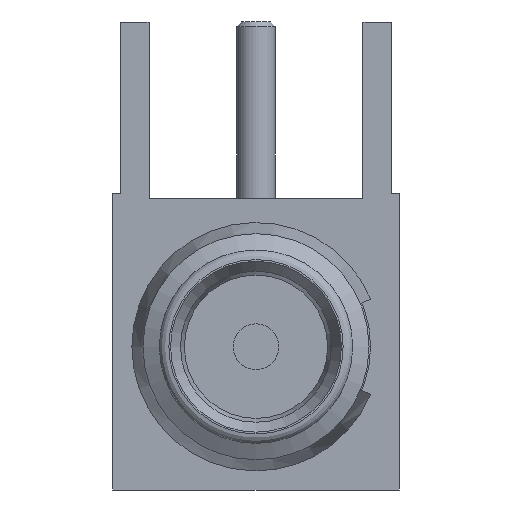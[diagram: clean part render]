
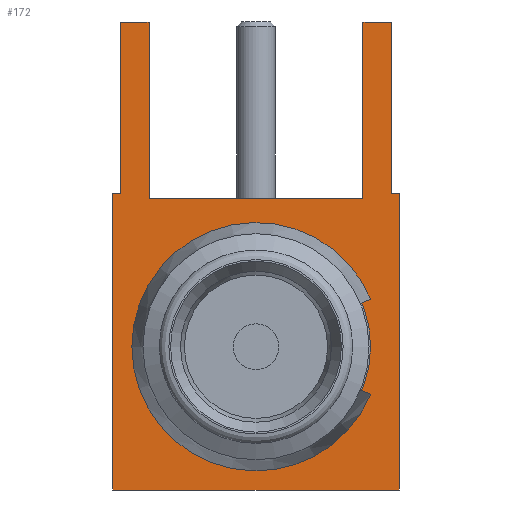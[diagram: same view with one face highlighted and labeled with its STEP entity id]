
A CAD part, front view. The second image highlights one B-rep face of the part: STEP entity #172.
In plain terms, the highlighted planar face has unit normal (0, -1, 0).
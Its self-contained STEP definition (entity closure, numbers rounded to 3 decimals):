
#72=FACE_BOUND('',#281,.T.);
#73=FACE_BOUND('',#282,.T.);
#122=PLANE('',#975);
#172=ADVANCED_FACE('',(#72,#73),#122,.T.);
#281=EDGE_LOOP('',(#507));
#282=EDGE_LOOP('',(#508,#509,#510,#511,#512,#513,#514,#515,#516,#517,#518,
#519));
#312=CIRCLE('',#947,2.4);
#507=ORIENTED_EDGE('',*,*,#651,.T.);
#508=ORIENTED_EDGE('',*,*,#728,.T.);
#509=ORIENTED_EDGE('',*,*,#654,.T.);
#510=ORIENTED_EDGE('',*,*,#723,.T.);
#511=ORIENTED_EDGE('',*,*,#722,.F.);
#512=ORIENTED_EDGE('',*,*,#716,.F.);
#513=ORIENTED_EDGE('',*,*,#666,.T.);
#514=ORIENTED_EDGE('',*,*,#684,.F.);
#515=ORIENTED_EDGE('',*,*,#668,.F.);
#516=ORIENTED_EDGE('',*,*,#673,.T.);
#517=ORIENTED_EDGE('',*,*,#676,.T.);
#518=ORIENTED_EDGE('',*,*,#678,.T.);
#519=ORIENTED_EDGE('',*,*,#729,.F.);
#565=VERTEX_POINT('',#1339);
#568=VERTEX_POINT('',#1345);
#569=VERTEX_POINT('',#1347);
#577=VERTEX_POINT('',#1367);
#579=VERTEX_POINT('',#1371);
#581=VERTEX_POINT('',#1376);
#582=VERTEX_POINT('',#1378);
#585=VERTEX_POINT('',#1386);
#587=VERTEX_POINT('',#1392);
#588=VERTEX_POINT('',#1396);
#611=VERTEX_POINT('',#1472);
#614=VERTEX_POINT('',#1480);
#617=VERTEX_POINT('',#1493);
#651=EDGE_CURVE('',#565,#565,#312,.T.);
#654=EDGE_CURVE('',#569,#568,#747,.T.);
#666=EDGE_CURVE('',#577,#579,#759,.T.);
#668=EDGE_CURVE('',#581,#582,#761,.T.);
#673=EDGE_CURVE('',#581,#585,#766,.T.);
#676=EDGE_CURVE('',#585,#587,#769,.T.);
#678=EDGE_CURVE('',#587,#588,#771,.T.);
#684=EDGE_CURVE('',#582,#579,#777,.T.);
#716=EDGE_CURVE('',#577,#611,#809,.T.);
#722=EDGE_CURVE('',#611,#614,#815,.T.);
#723=EDGE_CURVE('',#568,#614,#816,.T.);
#728=EDGE_CURVE('',#617,#569,#821,.T.);
#729=EDGE_CURVE('',#617,#588,#822,.T.);
#747=LINE('',#1346,#835);
#759=LINE('',#1372,#847);
#761=LINE('',#1377,#849);
#766=LINE('',#1387,#854);
#769=LINE('',#1393,#857);
#771=LINE('',#1398,#859);
#777=LINE('',#1409,#865);
#809=LINE('',#1471,#897);
#815=LINE('',#1483,#903);
#816=LINE('',#1485,#904);
#821=LINE('',#1494,#909);
#822=LINE('',#1496,#910);
#835=VECTOR('',#1075,1.);
#847=VECTOR('',#1093,1.);
#849=VECTOR('',#1097,1.);
#854=VECTOR('',#1104,1.);
#857=VECTOR('',#1109,1.);
#859=VECTOR('',#1113,1.);
#865=VECTOR('',#1123,1.);
#897=VECTOR('',#1179,1.);
#903=VECTOR('',#1187,1.);
#904=VECTOR('',#1190,1.);
#909=VECTOR('',#1199,1.);
#910=VECTOR('',#1202,1.);
#947=AXIS2_PLACEMENT_3D('',#1338,#1069,#1070);
#975=AXIS2_PLACEMENT_3D('',#1497,#1203,#1204);
#1069=DIRECTION('',(0.,1.,0.));
#1070=DIRECTION('',(1.,0.,0.));
#1075=DIRECTION('',(-1.,0.,0.));
#1093=DIRECTION('',(1.,0.,0.));
#1097=DIRECTION('',(1.,0.,0.));
#1104=DIRECTION('',(0.,0.,1.));
#1109=DIRECTION('',(-1.,0.,0.));
#1113=DIRECTION('',(0.,0.,-1.));
#1123=DIRECTION('',(0.,0.,-1.));
#1179=DIRECTION('',(0.,0.,1.));
#1187=DIRECTION('',(1.,0.,0.));
#1190=DIRECTION('',(0.,0.,-1.));
#1199=DIRECTION('',(0.,0.,1.));
#1202=DIRECTION('',(1.,0.,0.));
#1203=DIRECTION('',(0.,-1.,0.));
#1204=DIRECTION('',(0.,0.,-1.));
#1338=CARTESIAN_POINT('',(4.21,28.81,-5.903));
#1339=CARTESIAN_POINT('',(6.61,28.81,-5.903));
#1345=CARTESIAN_POINT('',(1.37,28.81,0.897));
#1346=CARTESIAN_POINT('',(1.97,28.81,0.897));
#1347=CARTESIAN_POINT('',(1.97,28.81,0.897));
#1367=CARTESIAN_POINT('',(1.21,28.81,-8.903));
#1371=CARTESIAN_POINT('',(7.21,28.81,-8.903));
#1372=CARTESIAN_POINT('',(1.21,28.81,-8.903));
#1376=CARTESIAN_POINT('',(7.05,28.81,-2.703));
#1377=CARTESIAN_POINT('',(7.05,28.81,-2.703));
#1378=CARTESIAN_POINT('',(7.21,28.81,-2.703));
#1386=CARTESIAN_POINT('',(7.05,28.81,0.897));
#1387=CARTESIAN_POINT('',(7.05,28.81,-2.703));
#1392=CARTESIAN_POINT('',(6.45,28.81,0.897));
#1393=CARTESIAN_POINT('',(7.05,28.81,0.897));
#1396=CARTESIAN_POINT('',(6.45,28.81,-2.803));
#1398=CARTESIAN_POINT('',(6.45,28.81,0.897));
#1409=CARTESIAN_POINT('',(7.21,28.81,-2.703));
#1471=CARTESIAN_POINT('',(1.21,28.81,-8.903));
#1472=CARTESIAN_POINT('',(1.21,28.81,-2.703));
#1480=CARTESIAN_POINT('',(1.37,28.81,-2.703));
#1483=CARTESIAN_POINT('',(1.21,28.81,-2.703));
#1485=CARTESIAN_POINT('',(1.37,28.81,0.897));
#1493=CARTESIAN_POINT('',(1.97,28.81,-2.803));
#1494=CARTESIAN_POINT('',(1.97,28.81,-2.803));
#1496=CARTESIAN_POINT('',(1.97,28.81,-2.803));
#1497=CARTESIAN_POINT('',(1.11,28.81,0.997));
